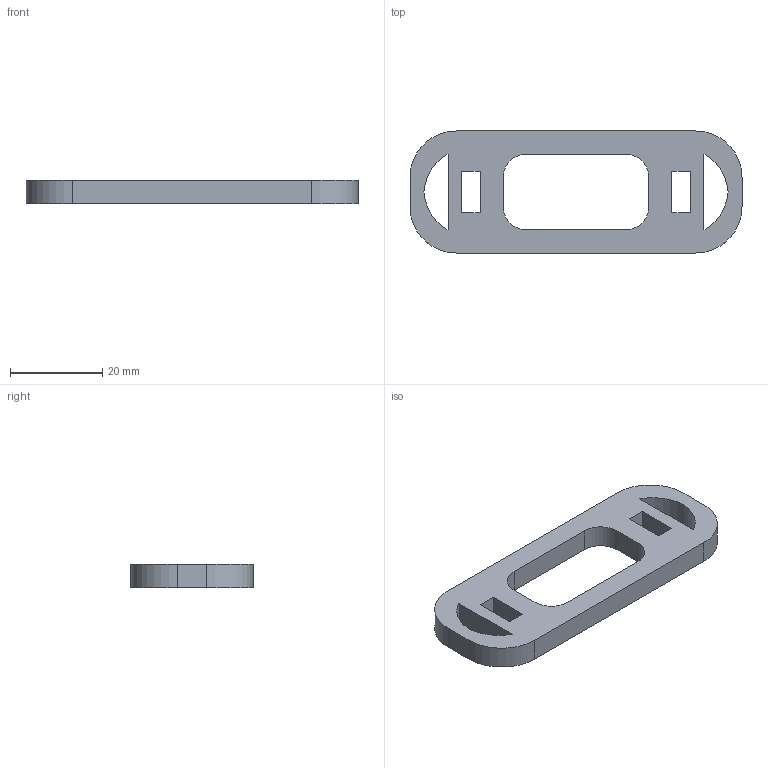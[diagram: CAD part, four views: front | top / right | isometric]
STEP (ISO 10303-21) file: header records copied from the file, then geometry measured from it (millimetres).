
FILE_DESCRIPTION (( 'STEP AP203' ), '1' );
FILE_NAME ('SIDE_SUPPORT.STEP', '2026-01-20T11:21:56', ( '' ), ( '' ), 'SwSTEP 2.0', 'SolidWorks 2024', '' );
FILE_SCHEMA (( 'CONFIG_CONTROL_DESIGN' ));
Length unit declared in the file: millimetre
Products named in the file (1): SIDE_SUPPORT
Bounding box: 71.87 x 26.42 x 5 mm (x, y, z)
Volume: 5631.7 mm3; surface area: 4213.4 mm2
Topology: 1 solids, 1 shells, 32 faces, 90 edges, 60 vertices
Faces by surface type: plane 20, cylinder 12
Entity records: 1133 total; most frequent: CARTESIAN_POINT 183, DIRECTION 180, ORIENTED_EDGE 180, EDGE_CURVE 90, VECTOR 66, LINE 66, VERTEX_POINT 60, AXIS2_PLACEMENT_3D 57
